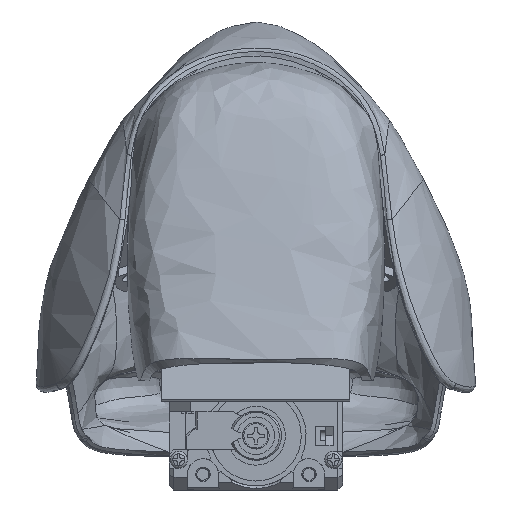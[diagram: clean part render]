
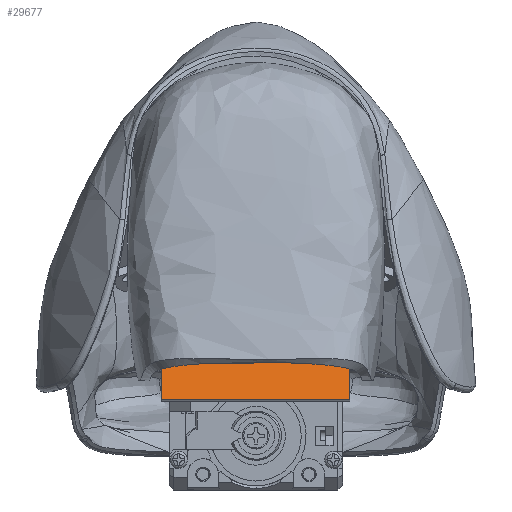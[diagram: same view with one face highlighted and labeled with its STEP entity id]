
A CAD part, front view. The second image highlights one B-rep face of the part: STEP entity #29677.
In plain terms, the highlighted planar face has unit normal (0, -0.966, 0.259).
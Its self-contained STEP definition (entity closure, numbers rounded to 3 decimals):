
#3039=FACE_OUTER_BOUND('',#4774,.T.);
#4774=EDGE_LOOP('',(#27126,#27127,#27128,#27129));
#8547=LINE('',#79861,#11467);
#8551=LINE('',#79869,#11471);
#8554=LINE('',#79875,#11474);
#8557=LINE('',#79880,#11477);
#11467=VECTOR('',#39720,10.);
#11471=VECTOR('',#39726,10.);
#11474=VECTOR('',#39731,10.);
#11477=VECTOR('',#39736,10.);
#14277=VERTEX_POINT('',#79859);
#14278=VERTEX_POINT('',#79860);
#14281=VERTEX_POINT('',#79868);
#14283=VERTEX_POINT('',#79874);
#18558=EDGE_CURVE('',#14277,#14278,#8547,.T.);
#18562=EDGE_CURVE('',#14278,#14281,#8551,.T.);
#18565=EDGE_CURVE('',#14281,#14283,#8554,.T.);
#18568=EDGE_CURVE('',#14283,#14277,#8557,.T.);
#27126=ORIENTED_EDGE('',*,*,#18568,.T.);
#27127=ORIENTED_EDGE('',*,*,#18558,.T.);
#27128=ORIENTED_EDGE('',*,*,#18562,.T.);
#27129=ORIENTED_EDGE('',*,*,#18565,.T.);
#28100=PLANE('',#32142);
#29677=ADVANCED_FACE('',(#3039),#28100,.F.);
#32142=AXIS2_PLACEMENT_3D('',#79883,#39740,#39741);
#39720=DIRECTION('',(0.,-0.259,-0.966));
#39726=DIRECTION('',(1.,0.,0.));
#39731=DIRECTION('',(0.,0.259,0.966));
#39736=DIRECTION('',(-1.,0.,0.));
#39740=DIRECTION('center_axis',(0.,0.966,-0.259));
#39741=DIRECTION('ref_axis',(-1.,0.,0.));
#79859=CARTESIAN_POINT('',(-19.5,-15.858,53.425));
#79860=CARTESIAN_POINT('',(-19.5,-31.388,-4.531));
#79861=CARTESIAN_POINT('',(-19.5,-15.858,53.425));
#79868=CARTESIAN_POINT('',(19.5,-31.388,-4.531));
#79869=CARTESIAN_POINT('',(-19.5,-31.388,-4.531));
#79874=CARTESIAN_POINT('',(19.5,-15.858,53.425));
#79875=CARTESIAN_POINT('',(19.5,-31.388,-4.531));
#79880=CARTESIAN_POINT('',(19.5,-15.858,53.425));
#79883=CARTESIAN_POINT('Origin',(0.,-23.623,
24.447));
